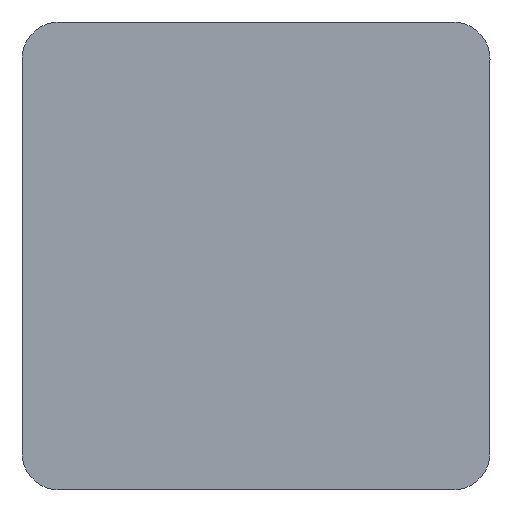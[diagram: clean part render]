
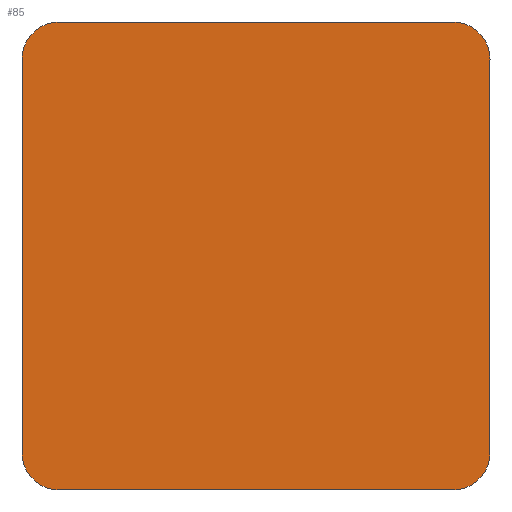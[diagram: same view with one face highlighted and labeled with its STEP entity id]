
A CAD part, top view. The second image highlights one B-rep face of the part: STEP entity #85.
In plain terms, the highlighted planar face has unit normal (0, 0, 1).
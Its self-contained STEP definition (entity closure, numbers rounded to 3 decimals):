
#85=ADVANCED_FACE('',(#203),#204,.T.);
#87=VERTEX_POINT('',#206);
#97=EDGE_CURVE('',#101,#87,#217,.T.);
#101=VERTEX_POINT('',#222);
#107=EDGE_CURVE('',#87,#113,#228,.T.);
#111=VERTEX_POINT('',#233);
#113=VERTEX_POINT('',#235);
#115=EDGE_CURVE('',#131,#111,#237,.T.);
#117=VERTEX_POINT('',#239);
#121=EDGE_CURVE('',#159,#101,#244,.T.);
#125=EDGE_CURVE('',#175,#117,#249,.T.);
#131=VERTEX_POINT('',#257);
#145=EDGE_CURVE('',#117,#131,#271,.T.);
#159=VERTEX_POINT('',#287);
#169=EDGE_CURVE('',#113,#175,#297,.T.);
#173=EDGE_CURVE('',#111,#159,#301,.T.);
#175=VERTEX_POINT('',#303);
#203=FACE_OUTER_BOUND('',#328,.T.);
#204=PLANE('',#329);
#206=CARTESIAN_POINT('',(0.0,1.0,0.0));
#217=LINE('',#345,#346);
#222=CARTESIAN_POINT('',(0.,11.57,0.0));
#228=CIRCLE('',#360,1.0);
#233=CARTESIAN_POINT('',(11.57,12.57,0.0));
#235=CARTESIAN_POINT('',(1.0,0.0,0.0));
#237=CIRCLE('',#370,1.);
#239=CARTESIAN_POINT('',(12.57,1.0,0.0));
#244=CIRCLE('',#378,1.);
#249=CIRCLE('',#384,1.0);
#257=CARTESIAN_POINT('',(12.57,11.57,0.0));
#271=LINE('',#413,#414);
#287=CARTESIAN_POINT('',(1.0,12.57,0.0));
#297=LINE('',#452,#453);
#301=LINE('',#457,#458);
#303=CARTESIAN_POINT('',(11.57,0.0,0.0));
#328=EDGE_LOOP('',(#469,#470,#471,#472,#473,#474,#475,#476));
#329=AXIS2_PLACEMENT_3D('',#477,#478,#479);
#345=CARTESIAN_POINT('',(0.0,11.57,0.0));
#346=VECTOR('',#489,1.0);
#360=AXIS2_PLACEMENT_3D('',#499,#500,#501);
#370=AXIS2_PLACEMENT_3D('',#514,#515,#516);
#378=AXIS2_PLACEMENT_3D('',#525,#526,#527);
#384=AXIS2_PLACEMENT_3D('',#536,#537,#538);
#413=CARTESIAN_POINT('',(12.57,1.0,0.0));
#414=VECTOR('',#563,1.0);
#452=CARTESIAN_POINT('',(1.0,0.0,0.0));
#453=VECTOR('',#588,1.0);
#457=CARTESIAN_POINT('',(11.57,12.57,0.0));
#458=VECTOR('',#590,1.0);
#469=ORIENTED_EDGE('',*,*,#169,.T.);
#470=ORIENTED_EDGE('',*,*,#125,.T.);
#471=ORIENTED_EDGE('',*,*,#145,.T.);
#472=ORIENTED_EDGE('',*,*,#115,.T.);
#473=ORIENTED_EDGE('',*,*,#173,.T.);
#474=ORIENTED_EDGE('',*,*,#121,.T.);
#475=ORIENTED_EDGE('',*,*,#97,.T.);
#476=ORIENTED_EDGE('',*,*,#107,.T.);
#477=CARTESIAN_POINT('',(6.285,6.285,0.0));
#478=DIRECTION('',(0.0,0.0,1.0));
#479=DIRECTION('',(1.0,0.0,0.0));
#489=DIRECTION('',(0.0,-1.0,0.0));
#499=CARTESIAN_POINT('',(1.,1.,0.0));
#500=DIRECTION('',(0.0,0.0,1.0));
#501=DIRECTION('',(-1.0,0.,0.0));
#514=CARTESIAN_POINT('',(11.57,11.57,0.0));
#515=DIRECTION('',(0.0,-0.0,1.0));
#516=DIRECTION('',(1.0,0.,0.0));
#525=CARTESIAN_POINT('',(1.,11.57,0.0));
#526=DIRECTION('',(0.0,0.0,1.0));
#527=DIRECTION('',(0.,1.0,0.0));
#536=CARTESIAN_POINT('',(11.57,1.,0.0));
#537=DIRECTION('',(0.0,0.0,1.0));
#538=DIRECTION('',(0.,-1.0,0.0));
#563=DIRECTION('',(0.0,1.0,0.0));
#588=DIRECTION('',(1.0,0.0,0.0));
#590=DIRECTION('',(-1.0,0.0,0.0));
